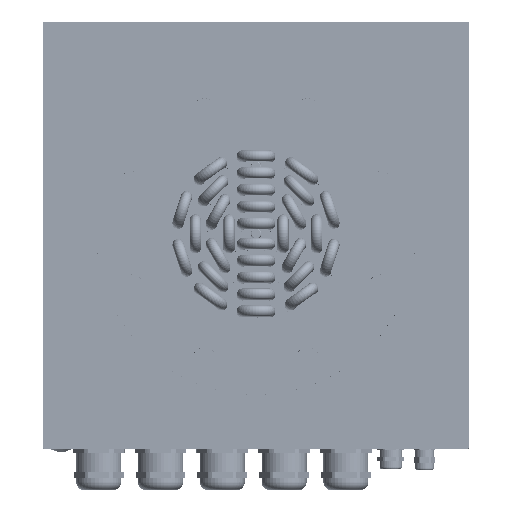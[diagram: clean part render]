
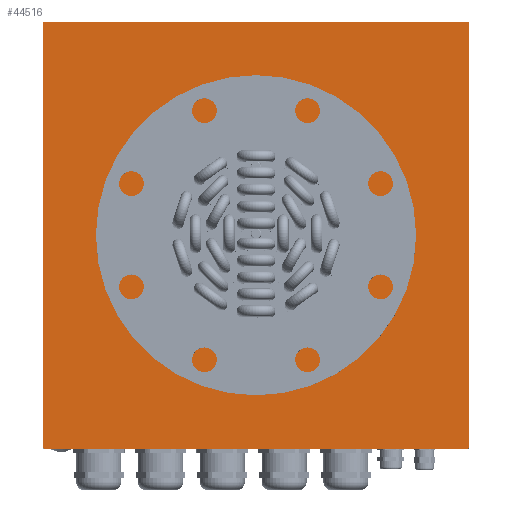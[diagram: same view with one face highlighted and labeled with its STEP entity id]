
A CAD part, top view. The second image highlights one B-rep face of the part: STEP entity #44516.
In plain terms, the highlighted face is planar.
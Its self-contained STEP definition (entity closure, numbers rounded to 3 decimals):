
#5641 = DIRECTION ( 'NONE',  ( 0., 1., 0. ) ) ;
#7025 = DIRECTION ( 'NONE',  ( 0., 0., 1. ) ) ;
#7972 = VERTEX_POINT ( 'NONE', #115966 ) ;
#10927 = CARTESIAN_POINT ( 'NONE',  ( 190., 188., -4. ) ) ;
#11986 = CIRCLE ( 'NONE', #52023, 85.15 ) ;
#13439 = CARTESIAN_POINT ( 'NONE',  ( -190., -188., -4. ) ) ;
#13871 = AXIS2_PLACEMENT_3D ( 'NONE', #64765, #7025, #44694 ) ;
#15730 = DIRECTION ( 'NONE',  ( 1., 0., 0. ) ) ;
#17557 = AXIS2_PLACEMENT_3D ( 'NONE', #122569, #54788, #103653 ) ;
#21802 = VERTEX_POINT ( 'NONE', #123459 ) ;
#24569 = EDGE_CURVE ( 'NONE', #28292, #60893, #53367, .T. ) ;
#25131 = EDGE_CURVE ( 'NONE', #84144, #21802, #119453, .T. ) ;
#25451 = CARTESIAN_POINT ( 'NONE',  ( 190., -188., -4. ) ) ;
#27472 = VECTOR ( 'NONE', #66067, 1000. ) ;
#27977 = VECTOR ( 'NONE', #5641, 1000. ) ;
#28292 = VERTEX_POINT ( 'NONE', #25451 ) ;
#28476 = CARTESIAN_POINT ( 'NONE',  ( 188., 190., -4. ) ) ;
#29276 = ORIENTED_EDGE ( 'NONE', *, *, #63716, .F. ) ;
#31826 = DIRECTION ( 'NONE',  ( -1., 0., 0. ) ) ;
#32028 = CARTESIAN_POINT ( 'NONE',  ( -190., 188., -4. ) ) ;
#32308 = CARTESIAN_POINT ( 'NONE',  ( 188., -190., -4. ) ) ;
#34242 = DIRECTION ( 'NONE',  ( 1., 0., 0. ) ) ;
#38059 = ORIENTED_EDGE ( 'NONE', *, *, #105857, .F. ) ;
#43706 = ORIENTED_EDGE ( 'NONE', *, *, #106061, .T. ) ;
#44516 = ADVANCED_FACE ( 'NONE', ( #102425, #74245 ), #101166, .T. ) ;
#44694 = DIRECTION ( 'NONE',  ( 1., 0., 0. ) ) ;
#45079 = ORIENTED_EDGE ( 'NONE', *, *, #52356, .F. ) ;
#45139 = EDGE_CURVE ( 'NONE', #118967, #28292, #61444, .T. ) ;
#45371 = LINE ( 'NONE', #83624, #27472 ) ;
#48511 = CARTESIAN_POINT ( 'NONE',  ( 188., -188., -4. ) ) ;
#50046 = DIRECTION ( 'NONE',  ( 0., 0., 1. ) ) ;
#50257 = DIRECTION ( 'NONE',  ( 0., 0., 1. ) ) ;
#52023 = AXIS2_PLACEMENT_3D ( 'NONE', #92957, #64682, #15730 ) ;
#52356 = EDGE_CURVE ( 'NONE', #111168, #84144, #45371, .T. ) ;
#53367 = LINE ( 'NONE', #91615, #27977 ) ;
#53769 = EDGE_CURVE ( 'NONE', #92551, #115143, #11986, .T. ) ;
#54788 = DIRECTION ( 'NONE',  ( 0., 0., -1. ) ) ;
#57610 = VECTOR ( 'NONE', #65894, 1000. ) ;
#57665 = AXIS2_PLACEMENT_3D ( 'NONE', #63052, #63674, #34242 ) ;
#57884 = CARTESIAN_POINT ( 'NONE',  ( -85.15, 0., -4. ) ) ;
#59037 = ORIENTED_EDGE ( 'NONE', *, *, #60157, .F. ) ;
#60014 = CIRCLE ( 'NONE', #108066, 2. ) ;
#60073 = CARTESIAN_POINT ( 'NONE',  ( 188., 188., -4. ) ) ;
#60157 = EDGE_CURVE ( 'NONE', #21802, #118967, #68359, .T. ) ;
#60893 = VERTEX_POINT ( 'NONE', #10927 ) ;
#61444 = CIRCLE ( 'NONE', #113625, 2. ) ;
#63052 = CARTESIAN_POINT ( 'NONE',  ( 0., 0., -4. ) ) ;
#63674 = DIRECTION ( 'NONE',  ( 0., 0., 1. ) ) ;
#63716 = EDGE_CURVE ( 'NONE', #60893, #86149, #80305, .T. ) ;
#64264 = ORIENTED_EDGE ( 'NONE', *, *, #25131, .F. ) ;
#64440 = ORIENTED_EDGE ( 'NONE', *, *, #24569, .F. ) ;
#64682 = DIRECTION ( 'NONE',  ( 0., 0., 1. ) ) ;
#64765 = CARTESIAN_POINT ( 'NONE',  ( -188., -188., -4. ) ) ;
#65703 = DIRECTION ( 'NONE',  ( -1., 0., 0. ) ) ;
#65894 = DIRECTION ( 'NONE',  ( 1., 0., 0. ) ) ;
#66067 = DIRECTION ( 'NONE',  ( 0., -1., 0. ) ) ;
#68359 = LINE ( 'NONE', #104128, #57610 ) ;
#70310 = CARTESIAN_POINT ( 'NONE',  ( -188., 188., -4. ) ) ;
#74245 = FACE_OUTER_BOUND ( 'NONE', #106528, .T. ) ;
#80305 = CIRCLE ( 'NONE', #84266, 2. ) ;
#81697 = CIRCLE ( 'NONE', #57665, 85.15 ) ;
#81848 = ORIENTED_EDGE ( 'NONE', *, *, #119306, .F. ) ;
#83624 = CARTESIAN_POINT ( 'NONE',  ( -190., 188., -4. ) ) ;
#84144 = VERTEX_POINT ( 'NONE', #13439 ) ;
#84266 = AXIS2_PLACEMENT_3D ( 'NONE', #60073, #50046, #31826 ) ;
#86149 = VERTEX_POINT ( 'NONE', #28476 ) ;
#90347 = DIRECTION ( 'NONE',  ( 1., 0., 0. ) ) ;
#91615 = CARTESIAN_POINT ( 'NONE',  ( 190., 188., -4. ) ) ;
#92551 = VERTEX_POINT ( 'NONE', #113917 ) ;
#92957 = CARTESIAN_POINT ( 'NONE',  ( 0., 0., -4. ) ) ;
#93674 = VECTOR ( 'NONE', #65703, 1000. ) ;
#101166 = PLANE ( 'NONE',  #17557 ) ;
#102425 = FACE_BOUND ( 'NONE', #109440, .T. ) ;
#103653 = DIRECTION ( 'NONE',  ( -1., 0., 0. ) ) ;
#104128 = CARTESIAN_POINT ( 'NONE',  ( -188., -190., -4. ) ) ;
#105857 = EDGE_CURVE ( 'NONE', #86149, #7972, #115902, .T. ) ;
#106061 = EDGE_CURVE ( 'NONE', #115143, #92551, #81697, .T. ) ;
#106528 = EDGE_LOOP ( 'NONE', ( #29276, #64440, #118877, #59037, #64264, #45079, #81848, #38059 ) ) ;
#108066 = AXIS2_PLACEMENT_3D ( 'NONE', #70310, #50257, #90347 ) ;
#109440 = EDGE_LOOP ( 'NONE', ( #117726, #43706 ) ) ;
#111168 = VERTEX_POINT ( 'NONE', #32028 ) ;
#113185 = DIRECTION ( 'NONE',  ( 1., 0., 0. ) ) ;
#113625 = AXIS2_PLACEMENT_3D ( 'NONE', #48511, #114447, #113185 ) ;
#113917 = CARTESIAN_POINT ( 'NONE',  ( 85.15, 0., -4. ) ) ;
#114447 = DIRECTION ( 'NONE',  ( 0., 0., 1. ) ) ;
#115143 = VERTEX_POINT ( 'NONE', #57884 ) ;
#115902 = LINE ( 'NONE', #122849, #93674 ) ;
#115966 = CARTESIAN_POINT ( 'NONE',  ( -188., 190., -4. ) ) ;
#117726 = ORIENTED_EDGE ( 'NONE', *, *, #53769, .T. ) ;
#118877 = ORIENTED_EDGE ( 'NONE', *, *, #45139, .F. ) ;
#118967 = VERTEX_POINT ( 'NONE', #32308 ) ;
#119306 = EDGE_CURVE ( 'NONE', #7972, #111168, #60014, .T. ) ;
#119453 = CIRCLE ( 'NONE', #13871, 2. ) ;
#122569 = CARTESIAN_POINT ( 'NONE',  ( 188., 188., -4. ) ) ;
#122849 = CARTESIAN_POINT ( 'NONE',  ( -188., 190., -4. ) ) ;
#123459 = CARTESIAN_POINT ( 'NONE',  ( -188., -190., -4. ) ) ;
